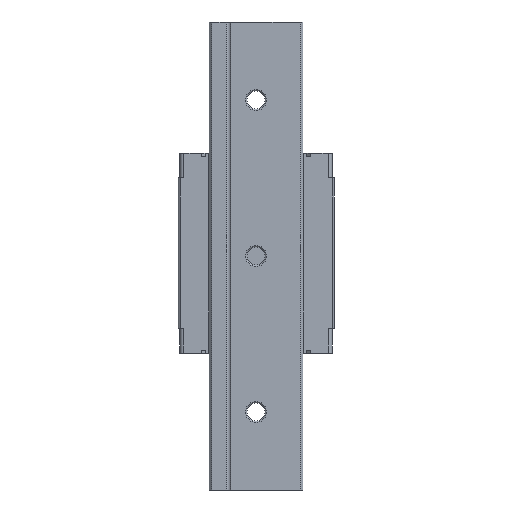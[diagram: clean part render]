
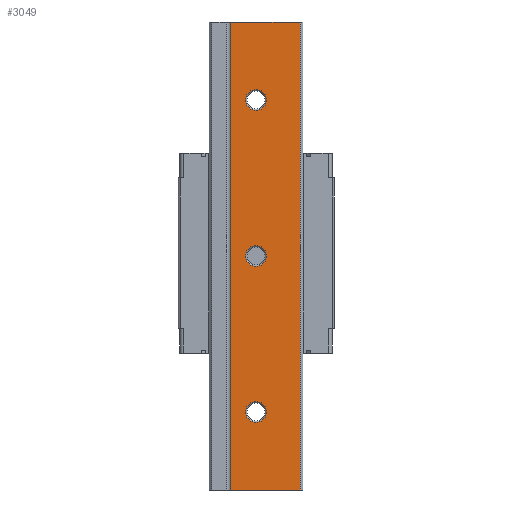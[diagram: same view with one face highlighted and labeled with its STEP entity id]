
A CAD part, front view. The second image highlights one B-rep face of the part: STEP entity #3049.
In plain terms, the highlighted planar face has unit normal (0, -1, 0).
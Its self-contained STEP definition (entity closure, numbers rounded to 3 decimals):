
#53 = FACE_BOUND ( 'NONE', #4659, .T. ) ;
#167 = FACE_BOUND ( 'NONE', #10938, .T. ) ;
#220 = DIRECTION ( 'NONE',  ( 0., 0., 1. ) ) ;
#272 = AXIS2_PLACEMENT_3D ( 'NONE', #10235, #5758, #2150 ) ;
#440 = VECTOR ( 'NONE', #5335, 1000. ) ;
#468 = VECTOR ( 'NONE', #10338, 1000. ) ;
#709 = VERTEX_POINT ( 'NONE', #8314 ) ;
#751 = CARTESIAN_POINT ( 'NONE',  ( 0., -3.5, -13. ) ) ;
#816 = CARTESIAN_POINT ( 'NONE',  ( 0., -3.5, 0. ) ) ;
#834 = CARTESIAN_POINT ( 'NONE',  ( 0., -3.5, -73. ) ) ;
#1019 = CARTESIAN_POINT ( 'NONE',  ( 0., -3.5, -17. ) ) ;
#1156 = EDGE_CURVE ( 'NONE', #4149, #6893, #7884, .T. ) ;
#1170 = VECTOR ( 'NONE', #7081, 1000. ) ;
#1260 = VERTEX_POINT ( 'NONE', #3319 ) ;
#1303 = DIRECTION ( 'NONE',  ( 0., 1., 0. ) ) ;
#1348 = ORIENTED_EDGE ( 'NONE', *, *, #9462, .T. ) ;
#1567 = DIRECTION ( 'NONE',  ( 0., 1., 0. ) ) ;
#1589 = CARTESIAN_POINT ( 'NONE',  ( 8.5, -3.5, 0. ) ) ;
#1625 = DIRECTION ( 'NONE',  ( 0., 0., 1. ) ) ;
#1637 = ORIENTED_EDGE ( 'NONE', *, *, #4876, .T. ) ;
#1889 = PLANE ( 'NONE',  #2236 ) ;
#1926 = EDGE_CURVE ( 'NONE', #7021, #1967, #10704, .T. ) ;
#1967 = VERTEX_POINT ( 'NONE', #11026 ) ;
#2112 = DIRECTION ( 'NONE',  ( 1., 0., 0. ) ) ;
#2150 = DIRECTION ( 'NONE',  ( 0., 0., 1. ) ) ;
#2212 = CARTESIAN_POINT ( 'NONE',  ( 0., -3.5, -15. ) ) ;
#2236 = AXIS2_PLACEMENT_3D ( 'NONE', #3888, #3773, #2112 ) ;
#2641 = DIRECTION ( 'NONE',  ( 1., 0., 0. ) ) ;
#2801 = DIRECTION ( 'NONE',  ( 0., 1., 0. ) ) ;
#2915 = ORIENTED_EDGE ( 'NONE', *, *, #6815, .T. ) ;
#3049 = ADVANCED_FACE ( 'NONE', ( #167, #53, #4717, #8261 ), #1889, .T. ) ;
#3243 = CIRCLE ( 'NONE', #9846, 2. ) ;
#3267 = EDGE_CURVE ( 'NONE', #709, #1260, #11135, .T. ) ;
#3319 = CARTESIAN_POINT ( 'NONE',  ( 8.5, -3.5, 0. ) ) ;
#3773 = DIRECTION ( 'NONE',  ( 0., -1., 0. ) ) ;
#3838 = EDGE_LOOP ( 'NONE', ( #1348, #9114, #6454, #10477 ) ) ;
#3852 = VERTEX_POINT ( 'NONE', #1019 ) ;
#3888 = CARTESIAN_POINT ( 'NONE',  ( 0., -3.5, -90. ) ) ;
#3933 = DIRECTION ( 'NONE',  ( 0., 0., 1. ) ) ;
#4149 = VERTEX_POINT ( 'NONE', #834 ) ;
#4301 = AXIS2_PLACEMENT_3D ( 'NONE', #7569, #2801, #6406 ) ;
#4324 = ORIENTED_EDGE ( 'NONE', *, *, #7840, .T. ) ;
#4655 = DIRECTION ( 'NONE',  ( 0., 1., 0. ) ) ;
#4659 = EDGE_LOOP ( 'NONE', ( #8341, #9420 ) ) ;
#4717 = FACE_BOUND ( 'NONE', #9961, .T. ) ;
#4732 = CARTESIAN_POINT ( 'NONE',  ( 0., -3.5, -15. ) ) ;
#4821 = CARTESIAN_POINT ( 'NONE',  ( -4.867, -3.5, -90. ) ) ;
#4876 = EDGE_CURVE ( 'NONE', #6893, #4149, #8129, .T. ) ;
#4980 = CIRCLE ( 'NONE', #272, 2. ) ;
#5101 = AXIS2_PLACEMENT_3D ( 'NONE', #9769, #1567, #1625 ) ;
#5335 = DIRECTION ( 'NONE',  ( 1., 0., 0. ) ) ;
#5746 = LINE ( 'NONE', #7742, #468 ) ;
#5758 = DIRECTION ( 'NONE',  ( 0., 1., 0. ) ) ;
#6256 = AXIS2_PLACEMENT_3D ( 'NONE', #4732, #1303, #8500 ) ;
#6406 = DIRECTION ( 'NONE',  ( 0., 0., 1. ) ) ;
#6438 = CARTESIAN_POINT ( 'NONE',  ( 0., -3.5, -45. ) ) ;
#6454 = ORIENTED_EDGE ( 'NONE', *, *, #3267, .F. ) ;
#6726 = VERTEX_POINT ( 'NONE', #10216 ) ;
#6746 = AXIS2_PLACEMENT_3D ( 'NONE', #6438, #4655, #220 ) ;
#6815 = EDGE_CURVE ( 'NONE', #10271, #3852, #8917, .T. ) ;
#6893 = VERTEX_POINT ( 'NONE', #6971 ) ;
#6971 = CARTESIAN_POINT ( 'NONE',  ( 0., -3.5, -77. ) ) ;
#7021 = VERTEX_POINT ( 'NONE', #11642 ) ;
#7081 = DIRECTION ( 'NONE',  ( 0., 0., 1. ) ) ;
#7541 = EDGE_CURVE ( 'NONE', #6726, #1260, #10620, .T. ) ;
#7569 = CARTESIAN_POINT ( 'NONE',  ( 0., -3.5, -75. ) ) ;
#7742 = CARTESIAN_POINT ( 'NONE',  ( -4.867, -3.5, -90. ) ) ;
#7840 = EDGE_CURVE ( 'NONE', #3852, #10271, #3243, .T. ) ;
#7884 = CIRCLE ( 'NONE', #4301, 2. ) ;
#8084 = ORIENTED_EDGE ( 'NONE', *, *, #1156, .T. ) ;
#8129 = CIRCLE ( 'NONE', #5101, 2. ) ;
#8261 = FACE_OUTER_BOUND ( 'NONE', #3838, .T. ) ;
#8314 = CARTESIAN_POINT ( 'NONE',  ( -4.867, -3.5, 0. ) ) ;
#8341 = ORIENTED_EDGE ( 'NONE', *, *, #1926, .T. ) ;
#8500 = DIRECTION ( 'NONE',  ( 0., 0., 1. ) ) ;
#8531 = DIRECTION ( 'NONE',  ( 0., 1., 0. ) ) ;
#8756 = LINE ( 'NONE', #10650, #440 ) ;
#8917 = CIRCLE ( 'NONE', #6256, 2. ) ;
#9114 = ORIENTED_EDGE ( 'NONE', *, *, #7541, .T. ) ;
#9420 = ORIENTED_EDGE ( 'NONE', *, *, #10533, .T. ) ;
#9462 = EDGE_CURVE ( 'NONE', #10039, #6726, #8756, .T. ) ;
#9589 = VECTOR ( 'NONE', #2641, 1000. ) ;
#9769 = CARTESIAN_POINT ( 'NONE',  ( 0., -3.5, -75. ) ) ;
#9846 = AXIS2_PLACEMENT_3D ( 'NONE', #2212, #8531, #3933 ) ;
#9961 = EDGE_LOOP ( 'NONE', ( #1637, #8084 ) ) ;
#10039 = VERTEX_POINT ( 'NONE', #4821 ) ;
#10216 = CARTESIAN_POINT ( 'NONE',  ( 8.5, -3.5, -90. ) ) ;
#10235 = CARTESIAN_POINT ( 'NONE',  ( 0., -3.5, -45. ) ) ;
#10271 = VERTEX_POINT ( 'NONE', #751 ) ;
#10338 = DIRECTION ( 'NONE',  ( 0., 0., 1. ) ) ;
#10477 = ORIENTED_EDGE ( 'NONE', *, *, #10946, .F. ) ;
#10533 = EDGE_CURVE ( 'NONE', #1967, #7021, #4980, .T. ) ;
#10620 = LINE ( 'NONE', #1589, #1170 ) ;
#10650 = CARTESIAN_POINT ( 'NONE',  ( 0., -3.5, -90. ) ) ;
#10704 = CIRCLE ( 'NONE', #6746, 2. ) ;
#10938 = EDGE_LOOP ( 'NONE', ( #4324, #2915 ) ) ;
#10946 = EDGE_CURVE ( 'NONE', #10039, #709, #5746, .T. ) ;
#11026 = CARTESIAN_POINT ( 'NONE',  ( 0., -3.5, -43. ) ) ;
#11135 = LINE ( 'NONE', #816, #9589 ) ;
#11642 = CARTESIAN_POINT ( 'NONE',  ( 0., -3.5, -47. ) ) ;
